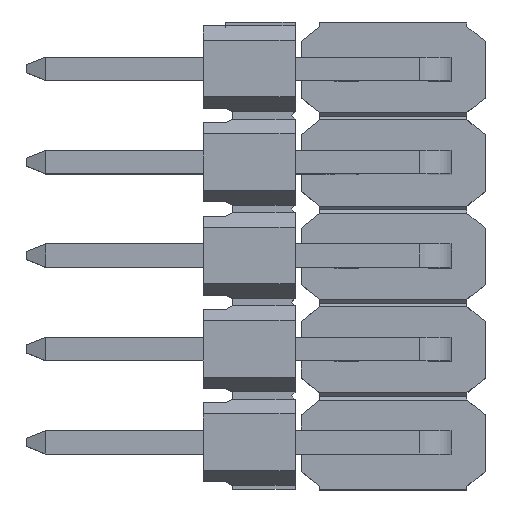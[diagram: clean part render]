
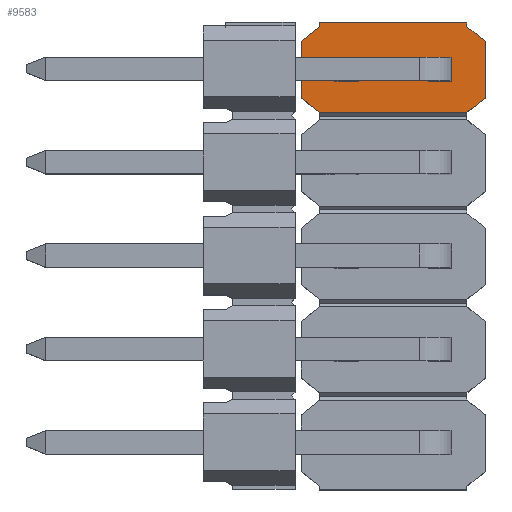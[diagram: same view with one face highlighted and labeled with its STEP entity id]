
A CAD part, top view. The second image highlights one B-rep face of the part: STEP entity #9583.
In plain terms, the highlighted planar face has unit normal (0, 0, 1).
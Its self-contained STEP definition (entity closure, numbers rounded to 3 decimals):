
#19=FACE_BOUND('',#1112,.T.);
#20=FACE_BOUND('',#1113,.T.);
#539=FACE_OUTER_BOUND('',#1111,.T.);
#1111=EDGE_LOOP('',(#7273,#7274,#7275,#7276,#7277,#7278,#7279,#7280,#7281,
#7282));
#1112=EDGE_LOOP('',(#7283,#7284,#7285,#7286));
#1113=EDGE_LOOP('',(#7287,#7288,#7289,#7290));
#1451=LINE('',#13224,#2695);
#1455=LINE('',#13233,#2699);
#1467=LINE('',#13258,#2711);
#1483=LINE('',#13293,#2727);
#1515=LINE('',#13374,#2759);
#1519=LINE('',#13383,#2763);
#1531=LINE('',#13408,#2775);
#1547=LINE('',#13443,#2791);
#1994=LINE('',#14505,#3238);
#1997=LINE('',#14511,#3241);
#2000=LINE('',#14517,#3244);
#2013=LINE('',#14543,#3257);
#2015=LINE('',#14547,#3259);
#2023=LINE('',#14563,#3267);
#2030=LINE('',#14577,#3274);
#2035=LINE('',#14587,#3279);
#2036=LINE('',#14589,#3280);
#2037=LINE('',#14590,#3281);
#2695=VECTOR('',#10602,10.);
#2699=VECTOR('',#10608,10.);
#2711=VECTOR('',#10626,10.);
#2727=VECTOR('',#10656,10.);
#2759=VECTOR('',#10746,10.);
#2763=VECTOR('',#10752,10.);
#2775=VECTOR('',#10770,10.);
#2791=VECTOR('',#10800,10.);
#3238=VECTOR('',#11819,1.);
#3241=VECTOR('',#11824,1.);
#3244=VECTOR('',#11829,1.);
#3257=VECTOR('',#11850,1.);
#3259=VECTOR('',#11854,1.);
#3267=VECTOR('',#11868,1.);
#3274=VECTOR('',#11881,1.);
#3279=VECTOR('',#11890,1.);
#3280=VECTOR('',#11891,1.);
#3281=VECTOR('',#11892,1.);
#3939=VERTEX_POINT('',#13222);
#3940=VERTEX_POINT('',#13223);
#3943=VERTEX_POINT('',#13231);
#3944=VERTEX_POINT('',#13232);
#3985=VERTEX_POINT('',#13372);
#3986=VERTEX_POINT('',#13373);
#3989=VERTEX_POINT('',#13381);
#3990=VERTEX_POINT('',#13382);
#4339=VERTEX_POINT('',#14501);
#4341=VERTEX_POINT('',#14504);
#4343=VERTEX_POINT('',#14510);
#4345=VERTEX_POINT('',#14516);
#4353=VERTEX_POINT('',#14540);
#4355=VERTEX_POINT('',#14546);
#4360=VERTEX_POINT('',#14562);
#4364=VERTEX_POINT('',#14576);
#4367=VERTEX_POINT('',#14586);
#4368=VERTEX_POINT('',#14588);
#4759=EDGE_CURVE('',#3939,#3940,#1451,.T.);
#4763=EDGE_CURVE('',#3943,#3944,#1455,.T.);
#4775=EDGE_CURVE('',#3940,#3943,#1467,.T.);
#4793=EDGE_CURVE('',#3944,#3939,#1483,.T.);
#4833=EDGE_CURVE('',#3985,#3986,#1515,.T.);
#4837=EDGE_CURVE('',#3989,#3990,#1519,.T.);
#4849=EDGE_CURVE('',#3986,#3989,#1531,.T.);
#4867=EDGE_CURVE('',#3990,#3985,#1547,.T.);
#5390=EDGE_CURVE('',#4339,#4341,#1994,.T.);
#5393=EDGE_CURVE('',#4341,#4343,#1997,.T.);
#5396=EDGE_CURVE('',#4345,#4343,#2000,.T.);
#5409=EDGE_CURVE('',#4353,#4339,#2013,.T.);
#5411=EDGE_CURVE('',#4345,#4355,#2015,.T.);
#5419=EDGE_CURVE('',#4360,#4353,#2023,.T.);
#5426=EDGE_CURVE('',#4364,#4355,#2030,.T.);
#5431=EDGE_CURVE('',#4367,#4360,#2035,.T.);
#5432=EDGE_CURVE('',#4368,#4367,#2036,.T.);
#5433=EDGE_CURVE('',#4364,#4368,#2037,.T.);
#7273=ORIENTED_EDGE('',*,*,#5411,.F.);
#7274=ORIENTED_EDGE('',*,*,#5396,.T.);
#7275=ORIENTED_EDGE('',*,*,#5393,.F.);
#7276=ORIENTED_EDGE('',*,*,#5390,.F.);
#7277=ORIENTED_EDGE('',*,*,#5409,.F.);
#7278=ORIENTED_EDGE('',*,*,#5419,.F.);
#7279=ORIENTED_EDGE('',*,*,#5431,.F.);
#7280=ORIENTED_EDGE('',*,*,#5432,.F.);
#7281=ORIENTED_EDGE('',*,*,#5433,.F.);
#7282=ORIENTED_EDGE('',*,*,#5426,.T.);
#7283=ORIENTED_EDGE('',*,*,#4793,.T.);
#7284=ORIENTED_EDGE('',*,*,#4759,.T.);
#7285=ORIENTED_EDGE('',*,*,#4775,.T.);
#7286=ORIENTED_EDGE('',*,*,#4763,.T.);
#7287=ORIENTED_EDGE('',*,*,#4867,.T.);
#7288=ORIENTED_EDGE('',*,*,#4833,.T.);
#7289=ORIENTED_EDGE('',*,*,#4849,.T.);
#7290=ORIENTED_EDGE('',*,*,#4837,.T.);
#9059=PLANE('',#10262);
#9583=ADVANCED_FACE('',(#539,#19,#20),#9059,.T.);
#10262=AXIS2_PLACEMENT_3D('',#14585,#11888,#11889);
#10602=DIRECTION('',(0.,-1.,0.));
#10608=DIRECTION('',(0.,1.,0.));
#10626=DIRECTION('',(-1.,0.,0.));
#10656=DIRECTION('',(1.,0.,0.));
#10746=DIRECTION('',(0.,-1.,0.));
#10752=DIRECTION('',(0.,1.,0.));
#10770=DIRECTION('',(-1.,0.,0.));
#10800=DIRECTION('',(1.,0.,0.));
#11819=DIRECTION('',(0.,1.,0.));
#11824=DIRECTION('',(1.,0.,0.));
#11829=DIRECTION('',(0.,1.,0.));
#11850=DIRECTION('',(0.781,0.625,0.));
#11854=DIRECTION('',(0.781,-0.625,0.));
#11868=DIRECTION('',(0.,1.,0.));
#11881=DIRECTION('',(0.,1.,0.));
#11888=DIRECTION('center_axis',(0.,0.,
1.));
#11889=DIRECTION('ref_axis',(1.,0.,0.));
#11890=DIRECTION('',(-0.781,0.625,0.));
#11891=DIRECTION('',(-1.,0.,0.));
#11892=DIRECTION('',(-0.781,-0.625,0.));
#13222=CARTESIAN_POINT('',(-27.633,5.067,-16.001));
#13223=CARTESIAN_POINT('',(-27.633,4.432,-16.001));
#13224=CARTESIAN_POINT('',(-27.633,-14.78,-16.001));
#13231=CARTESIAN_POINT('',(-28.268,4.432,-16.001));
#13232=CARTESIAN_POINT('',(-28.268,5.067,-16.001));
#13233=CARTESIAN_POINT('',(-28.268,-14.78,-16.001));
#13258=CARTESIAN_POINT('',(-27.491,4.432,-16.001));
#13293=CARTESIAN_POINT('',(-27.491,5.067,-16.001));
#13372=CARTESIAN_POINT('',(-30.173,5.067,-16.001));
#13373=CARTESIAN_POINT('',(-30.173,4.432,-16.001));
#13374=CARTESIAN_POINT('',(-30.173,-14.78,-16.001));
#13381=CARTESIAN_POINT('',(-30.808,4.432,-16.001));
#13382=CARTESIAN_POINT('',(-30.808,5.067,-16.001));
#13383=CARTESIAN_POINT('',(-30.808,-14.78,-16.001));
#13408=CARTESIAN_POINT('',(-28.761,4.432,-16.001));
#13443=CARTESIAN_POINT('',(-28.761,5.067,-16.001));
#14501=CARTESIAN_POINT('',(-31.221,5.92,-16.001));
#14504=CARTESIAN_POINT('',(-31.221,6.02,-16.001));
#14505=CARTESIAN_POINT('',(-31.221,-34.62,-16.001));
#14510=CARTESIAN_POINT('',(-27.221,6.02,-16.001));
#14511=CARTESIAN_POINT('',(-26.721,6.02,-16.001));
#14516=CARTESIAN_POINT('',(-27.221,5.92,-16.001));
#14517=CARTESIAN_POINT('',(-27.221,5.92,-16.001));
#14540=CARTESIAN_POINT('',(-31.721,5.52,-16.001));
#14543=CARTESIAN_POINT('',(-31.221,5.92,-16.001));
#14546=CARTESIAN_POINT('',(-26.721,5.52,-16.001));
#14547=CARTESIAN_POINT('',(-26.721,5.52,-16.001));
#14562=CARTESIAN_POINT('',(-31.721,3.98,-16.001));
#14563=CARTESIAN_POINT('',(-31.721,5.52,-16.001));
#14576=CARTESIAN_POINT('',(-26.721,3.98,-16.001));
#14577=CARTESIAN_POINT('',(-26.721,5.52,-16.001));
#14585=CARTESIAN_POINT('Origin',(-26.721,-34.62,-16.001));
#14586=CARTESIAN_POINT('',(-31.221,3.58,-16.001));
#14587=CARTESIAN_POINT('',(-31.721,3.98,-16.001));
#14588=CARTESIAN_POINT('',(-27.221,3.58,-16.001));
#14589=CARTESIAN_POINT('',(-31.221,3.58,-16.001));
#14590=CARTESIAN_POINT('',(-27.221,3.58,-16.001));
